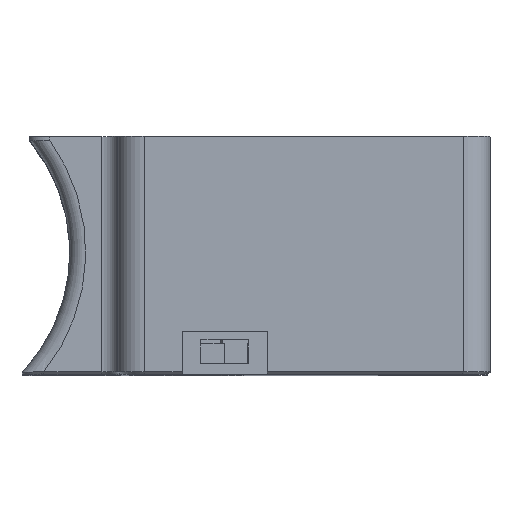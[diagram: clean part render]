
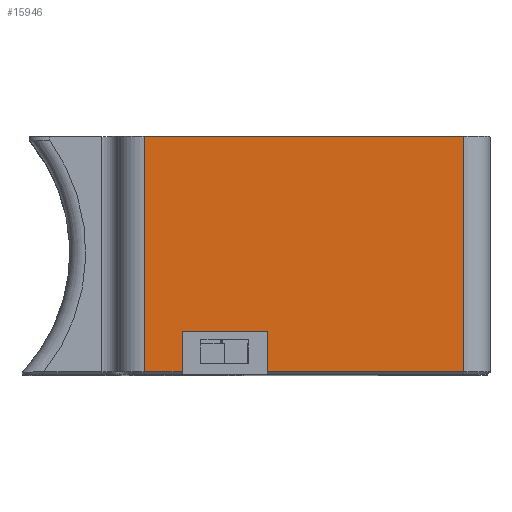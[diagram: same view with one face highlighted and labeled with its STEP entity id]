
A CAD part, top view. The second image highlights one B-rep face of the part: STEP entity #15946.
In plain terms, the highlighted planar face has unit normal (0, 0, 1).
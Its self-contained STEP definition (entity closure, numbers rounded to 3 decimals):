
#569=LINE('',#21479,#2410);
#2003=LINE('',#26644,#3844);
#2048=LINE('',#26735,#3889);
#2050=LINE('',#26739,#3891);
#2051=LINE('',#26740,#3892);
#2052=LINE('',#26742,#3893);
#2053=LINE('',#26744,#3894);
#2054=LINE('',#26745,#3895);
#2410=VECTOR('',#17273,10.);
#3844=VECTOR('',#19965,10.);
#3889=VECTOR('',#20038,10.);
#3891=VECTOR('',#20042,10.);
#3892=VECTOR('',#20043,10.);
#3893=VECTOR('',#20044,10.);
#3894=VECTOR('',#20045,10.);
#3895=VECTOR('',#20046,10.);
#4633=PLANE('',#16871);
#5400=FACE_OUTER_BOUND('',#6305,.T.);
#6305=EDGE_LOOP('',(#14021,#14022,#14023,#14024,#14025,#14026,#14027,#14028));
#6910=VERTEX_POINT('',#21476);
#6911=VERTEX_POINT('',#21478);
#8189=VERTEX_POINT('',#26642);
#8220=VERTEX_POINT('',#26732);
#8221=VERTEX_POINT('',#26734);
#8222=VERTEX_POINT('',#26738);
#8223=VERTEX_POINT('',#26741);
#8224=VERTEX_POINT('',#26743);
#8440=EDGE_CURVE('',#6910,#6911,#569,.T.);
#10258=EDGE_CURVE('',#8189,#6910,#2003,.T.);
#10303=EDGE_CURVE('',#8221,#8220,#2048,.T.);
#10305=EDGE_CURVE('',#8222,#8189,#2050,.T.);
#10306=EDGE_CURVE('',#8222,#8221,#2051,.T.);
#10307=EDGE_CURVE('',#8220,#8223,#2052,.T.);
#10308=EDGE_CURVE('',#8224,#8223,#2053,.T.);
#10309=EDGE_CURVE('',#6911,#8224,#2054,.T.);
#14021=ORIENTED_EDGE('',*,*,#10258,.F.);
#14022=ORIENTED_EDGE('',*,*,#10305,.F.);
#14023=ORIENTED_EDGE('',*,*,#10306,.T.);
#14024=ORIENTED_EDGE('',*,*,#10303,.T.);
#14025=ORIENTED_EDGE('',*,*,#10307,.T.);
#14026=ORIENTED_EDGE('',*,*,#10308,.F.);
#14027=ORIENTED_EDGE('',*,*,#10309,.F.);
#14028=ORIENTED_EDGE('',*,*,#8440,.F.);
#15946=ADVANCED_FACE('',(#5400),#4633,.T.);
#16871=AXIS2_PLACEMENT_3D('',#26737,#20040,#20041);
#17273=DIRECTION('',(1.,0.,0.));
#19965=DIRECTION('',(0.,1.,0.));
#20038=DIRECTION('',(1.,0.,0.));
#20040=DIRECTION('center_axis',(0.,0.,1.));
#20041=DIRECTION('ref_axis',(-1.,0.,0.));
#20042=DIRECTION('',(-1.,0.,0.));
#20043=DIRECTION('',(0.,1.,0.));
#20044=DIRECTION('',(0.,-1.,0.));
#20045=DIRECTION('',(-1.,0.,0.));
#20046=DIRECTION('',(0.,-1.,0.));
#21476=CARTESIAN_POINT('',(5.,42.75,127.5));
#21478=CARTESIAN_POINT('',(65.,42.75,127.5));
#21479=CARTESIAN_POINT('',(42.5,42.75,127.5));
#26642=CARTESIAN_POINT('',(5.,-1.5,127.5));
#26644=CARTESIAN_POINT('',(5.,0.,127.5));
#26732=CARTESIAN_POINT('',(28.141,6.147,127.5));
#26734=CARTESIAN_POINT('',(12.141,6.147,127.5));
#26735=CARTESIAN_POINT('',(27.32,6.147,127.5));
#26737=CARTESIAN_POINT('Origin',(42.5,0.,127.5));
#26738=CARTESIAN_POINT('',(12.141,-1.5,127.5));
#26739=CARTESIAN_POINT('',(38.75,-1.5,127.5));
#26740=CARTESIAN_POINT('',(12.141,-1.027,127.5));
#26741=CARTESIAN_POINT('',(28.141,-1.5,127.5));
#26742=CARTESIAN_POINT('',(28.141,3.073,127.5));
#26743=CARTESIAN_POINT('',(65.,-1.5,127.5));
#26744=CARTESIAN_POINT('',(38.75,-1.5,127.5));
#26745=CARTESIAN_POINT('',(65.,0.,127.5));
